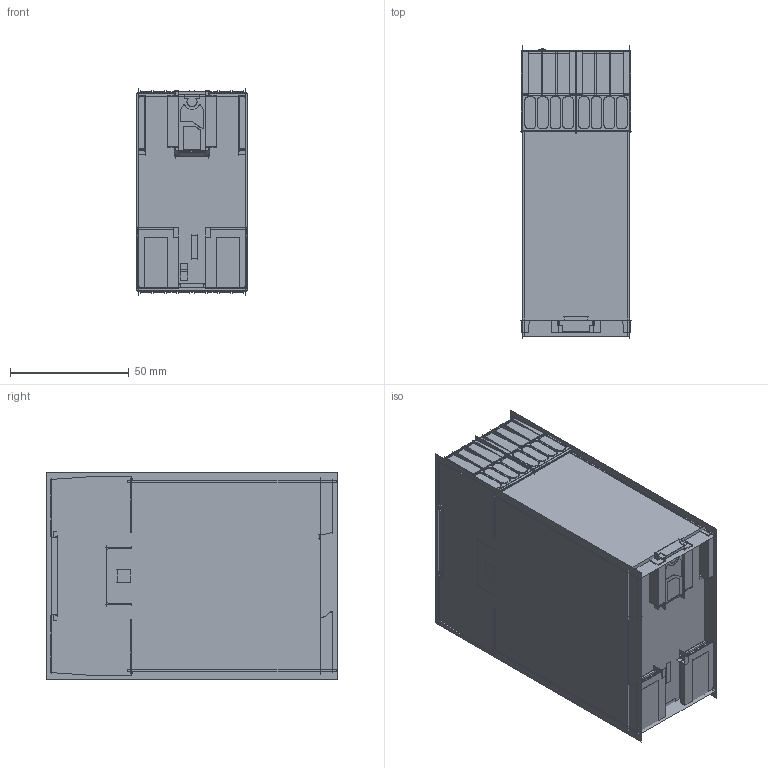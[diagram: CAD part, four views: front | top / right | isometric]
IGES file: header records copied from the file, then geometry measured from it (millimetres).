
Start section:  PTC IGES file: 147064_sm01.igs
Global section: file name: 147064_sm01.igs; native system: Creo Parametric by PTC Inc.; preprocessor: 2022414; author: banengservice; organization: Unknown; date: 20250724.163725; units: millimetre
Bounding box: 46.8 x 122.58 x 87.11 mm (x, y, z)
Volume: 397456.4 mm3; surface area: 268325 mm2
Topology: 1 solids, 1 shells, 2608 faces, 13278 edges, 16399 vertices
Faces by surface type: bspline 1914, revolution 694
